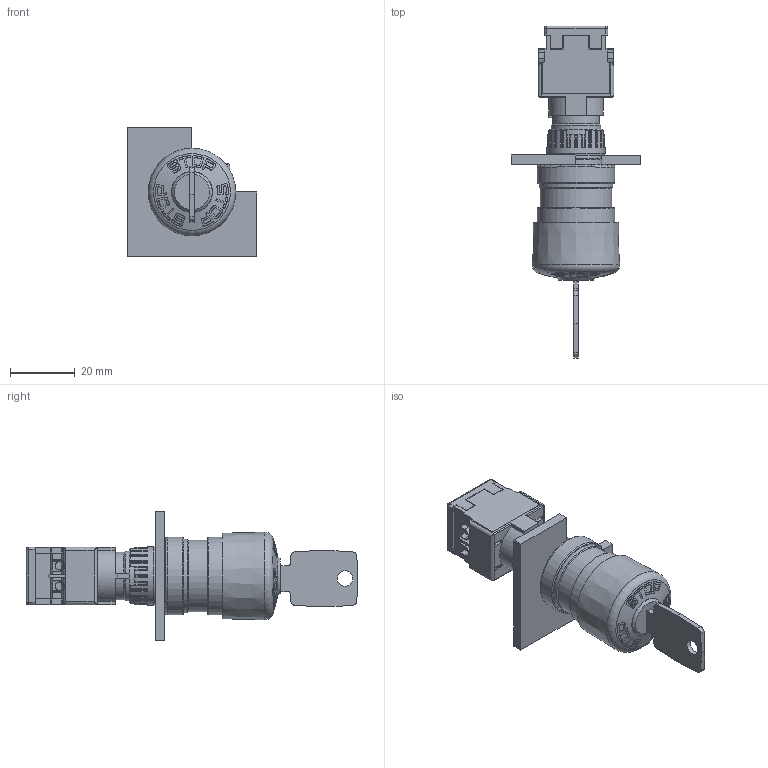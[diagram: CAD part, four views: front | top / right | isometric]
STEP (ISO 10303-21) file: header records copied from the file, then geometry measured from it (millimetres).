
FILE_DESCRIPTION(/* description */ ('Unknown'),/* implementation_level */ '2;1');
FILE_NAME(/* name */ '85_NOT-AUS_ueli__D27_Schlüsselentr_erhE_Tast-SE_Schr_00324965',/* time_stamp */ '2020-07-07T14:20:12+02:00',/* author */ ('Unknown'),/* organization */ ('Unknown'),/* preprocessor_version */ 'ST-DEVELOPER v16.7',/* originating_system */ 'DEX',/* authorisation */ $);
FILE_SCHEMA (('AUTOMOTIVE_DESIGN {1 0 10303 214 3 1 1}'));
Products named in the file (19): NOT-AUS_ueli__D27_Schlüsselentr_erhE_Tast-SE_Schr_00324965; Frontplatte-LochD16_00311726; NOT-AUS-Vorsatz-Schlüsselentriegelung_00312408; NOT-AUS-Schloss-Vorsatzkörper-BR61_00312499; NA-Vorsatzhülse_00312280; NA-Zylinder-Schloss_00312500; Mark-Ring-NA_00312501; V-Dichtung_erh-E_00311725; Haube_mit_Schloss_NA_00312375; Pilzkopf_NOT-AUS_uls_Schloss_00324603; Pilz_Schloss_00324604; STOP_Text_TK_00324605; Schloss_KABA_00312372; Schlüssel_KABA_00312356; Befestigungsmutter_00311771; Schaltelement_Schraubanschluss_00311939; SE-Gehäuse-Schr-TK_00311934; SE-Deckel-Schr-TK_00311936; SE-Klemmenabdeckung-Schr-TK_00311940
Assembly tree (19 placements, depth 5):
  NOT-AUS_ueli__D27_Schlüsselentr_erhE_Tast-SE_Schr_00324965
    Frontplatte-LochD16_00311726
    NOT-AUS-Vorsatz-Schlüsselentriegelung_00312408
      NOT-AUS-Schloss-Vorsatzkörper-BR61_00312499
        NA-Vorsatzhülse_00312280
        NA-Zylinder-Schloss_00312500
        Mark-Ring-NA_00312501
        V-Dichtung_erh-E_00311725
      Haube_mit_Schloss_NA_00312375
        Pilzkopf_NOT-AUS_uls_Schloss_00324603
          Pilz_Schloss_00324604
          STOP_Text_TK_00324605
        Schloss_KABA_00312372
        Schlüssel_KABA_00312356
    Befestigungsmutter_00311771
    Schaltelement_Schraubanschluss_00311939
      SE-Gehäuse-Schr-TK_00311934
      SE-Deckel-Schr-TK_00311936  x2
      SE-Klemmenabdeckung-Schr-TK_00311940
Bounding box: 40 x 102.4 x 40 mm (x, y, z)
Volume: 21398.6 mm3; surface area: 23151.1 mm2
Topology: 25 solids, 25 shells, 2725 faces, 7906 edges, 5251 vertices
Faces by surface type: plane 2513, cylinder 120, cone 43, sphere 29, torus 20
Full cylindrical faces by diameter (mm): 4.4 x4, 4.8 x1, 8.175 x1, 10.2 x1, 11.7 x1, 12 x1, 12.2 x1, 12.5 x1, 12.7 x1, 14.9 x1, 15.5 x1, 16.05 x1, 17.2 x1, 17.9 x1, 18 x2, 19.3 x1, 19.8 x1, 21.5 x1, 21.9 x1, 22 x2, 22.6 x3, 22.7 x1, 22.9 x2, 22.95 x2, 23.85 x1, 23.9 x1, 24 x2
Entity records: 90077 total; most frequent: DIRECTION 17264, CARTESIAN_POINT 15662, ORIENTED_EDGE 15246, EDGE_CURVE 7623, AXIS2_PLACEMENT_3D 7044, VERTEX_POINT 5106, CIRCLE 4319, LINE 3176
